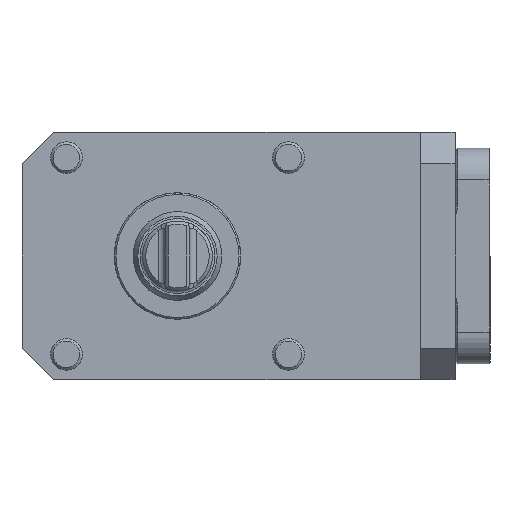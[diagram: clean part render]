
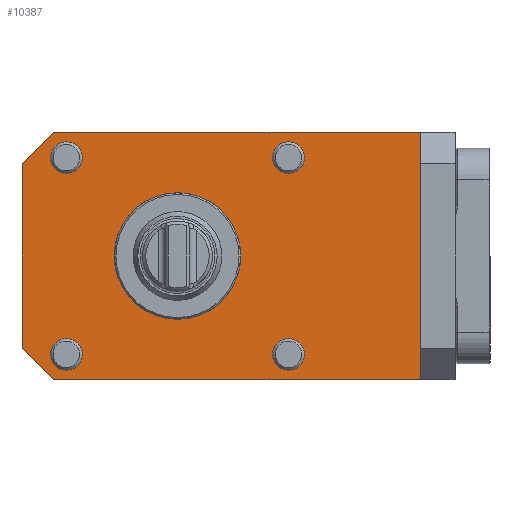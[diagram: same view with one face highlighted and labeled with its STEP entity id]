
A CAD part, front view. The second image highlights one B-rep face of the part: STEP entity #10387.
In plain terms, the highlighted planar face has unit normal (0, -1, 0).
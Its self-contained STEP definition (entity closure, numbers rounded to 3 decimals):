
#7 = DIRECTION ( 'NONE',  ( 0., -1., 0. ) ) ;
#121 = DIRECTION ( 'NONE',  ( 0., 0., 1. ) ) ;
#269 = ORIENTED_EDGE ( 'NONE', *, *, #3393, .T. ) ;
#522 = EDGE_CURVE ( 'NONE', #16336, #16336, #11357, .T. ) ;
#1085 = EDGE_CURVE ( 'NONE', #21744, #21744, #3293, .T. ) ;
#1316 = ORIENTED_EDGE ( 'NONE', *, *, #21816, .F. ) ;
#1362 = DIRECTION ( 'NONE',  ( 0.707, 0., -0.707 ) ) ;
#1412 = CARTESIAN_POINT ( 'NONE',  ( -35., 32., -26. ) ) ;
#1430 = EDGE_LOOP ( 'NONE', ( #2611 ) ) ;
#1464 = CARTESIAN_POINT ( 'NONE',  ( -49., 32., 29. ) ) ;
#2135 = ORIENTED_EDGE ( 'NONE', *, *, #14686, .T. ) ;
#2214 = LINE ( 'NONE', #14107, #21450 ) ;
#2442 = FACE_BOUND ( 'NONE', #9764, .T. ) ;
#2611 = ORIENTED_EDGE ( 'NONE', *, *, #10950, .F. ) ;
#3130 = DIRECTION ( 'NONE',  ( -0.707, 0., -0.707 ) ) ;
#3293 = CIRCLE ( 'NONE', #19246, 5. ) ;
#3303 = DIRECTION ( 'NONE',  ( 0., 1., 0. ) ) ;
#3393 = EDGE_CURVE ( 'NONE', #13652, #13652, #7251, .T. ) ;
#3600 = ORIENTED_EDGE ( 'NONE', *, *, #16335, .T. ) ;
#4092 = CARTESIAN_POINT ( 'NONE',  ( 76.5, 32., 39. ) ) ;
#4494 = EDGE_CURVE ( 'NONE', #18548, #23000, #2214, .T. ) ;
#4613 = VERTEX_POINT ( 'NONE', #11679 ) ;
#5289 = VERTEX_POINT ( 'NONE', #15732 ) ;
#5699 = LINE ( 'NONE', #14394, #7511 ) ;
#6091 = FACE_OUTER_BOUND ( 'NONE', #22890, .T. ) ;
#6351 = CARTESIAN_POINT ( 'NONE',  ( -35., 32., 36. ) ) ;
#6390 = CARTESIAN_POINT ( 'NONE',  ( 0., 32., -39. ) ) ;
#6641 = LINE ( 'NONE', #18959, #18914 ) ;
#6734 = CARTESIAN_POINT ( 'NONE',  ( -39., 32., 39. ) ) ;
#7161 = DIRECTION ( 'NONE',  ( 0., 0., -1. ) ) ;
#7251 = CIRCLE ( 'NONE', #17263, 5. ) ;
#7467 = EDGE_LOOP ( 'NONE', ( #269 ) ) ;
#7475 = ORIENTED_EDGE ( 'NONE', *, *, #15639, .F. ) ;
#7511 = VECTOR ( 'NONE', #12639, 1000. ) ;
#7735 = AXIS2_PLACEMENT_3D ( 'NONE', #15985, #7, #7161 ) ;
#7805 = DIRECTION ( 'NONE',  ( 0., 0., 1. ) ) ;
#7863 = VERTEX_POINT ( 'NONE', #15386 ) ;
#7953 = VECTOR ( 'NONE', #23065, 1000. ) ;
#8672 = AXIS2_PLACEMENT_3D ( 'NONE', #21288, #19391, #8784 ) ;
#8784 = DIRECTION ( 'NONE',  ( 0., 0., -1. ) ) ;
#9523 = PLANE ( 'NONE',  #17012 ) ;
#9636 = VECTOR ( 'NONE', #3130, 1000. ) ;
#9753 = EDGE_LOOP ( 'NONE', ( #10969 ) ) ;
#9764 = EDGE_LOOP ( 'NONE', ( #22664 ) ) ;
#10387 = ADVANCED_FACE ( 'Defeature completata1_293', ( #6091, #14880, #11287, #20024, #22022, #2442 ), #9523, .F. ) ;
#10950 = EDGE_CURVE ( 'NONE', #4613, #4613, #18485, .T. ) ;
#10969 = ORIENTED_EDGE ( 'NONE', *, *, #1085, .T. ) ;
#11155 = CARTESIAN_POINT ( 'NONE',  ( 0., 32., 39. ) ) ;
#11175 = VERTEX_POINT ( 'NONE', #4092 ) ;
#11287 = FACE_BOUND ( 'NONE', #7467, .T. ) ;
#11357 = CIRCLE ( 'NONE', #14353, 5. ) ;
#11389 = EDGE_CURVE ( 'NONE', #18974, #7863, #15197, .T. ) ;
#11679 = CARTESIAN_POINT ( 'NONE',  ( 0., 32., -19.75 ) ) ;
#11871 = VECTOR ( 'NONE', #13467, 1000. ) ;
#12639 = DIRECTION ( 'NONE',  ( 0., 0., -1. ) ) ;
#13163 = DIRECTION ( 'NONE',  ( 0., 1., 0. ) ) ;
#13467 = DIRECTION ( 'NONE',  ( -1., 0., 0. ) ) ;
#13632 = EDGE_CURVE ( 'NONE', #5289, #5289, #20233, .T. ) ;
#13652 = VERTEX_POINT ( 'NONE', #6351 ) ;
#13949 = DIRECTION ( 'NONE',  ( 0., 0., -1. ) ) ;
#13996 = CARTESIAN_POINT ( 'NONE',  ( -35., 32., -31. ) ) ;
#14107 = CARTESIAN_POINT ( 'NONE',  ( -49., 32., 0. ) ) ;
#14353 = AXIS2_PLACEMENT_3D ( 'NONE', #19082, #17219, #13949 ) ;
#14394 = CARTESIAN_POINT ( 'NONE',  ( 76.5, 32., 0. ) ) ;
#14427 = LINE ( 'NONE', #11155, #7953 ) ;
#14588 = CARTESIAN_POINT ( 'NONE',  ( 35., 32., -36. ) ) ;
#14686 = EDGE_CURVE ( 'NONE', #18548, #7863, #6641, .T. ) ;
#14880 = FACE_BOUND ( 'NONE', #1430, .T. ) ;
#15197 = LINE ( 'NONE', #6390, #11871 ) ;
#15386 = CARTESIAN_POINT ( 'NONE',  ( -39., 32., -39. ) ) ;
#15639 = EDGE_CURVE ( 'NONE', #18314, #11175, #14427, .T. ) ;
#15732 = CARTESIAN_POINT ( 'NONE',  ( 35., 32., 26. ) ) ;
#15985 = CARTESIAN_POINT ( 'NONE',  ( 0., 32., 0. ) ) ;
#16065 = EDGE_LOOP ( 'NONE', ( #21475 ) ) ;
#16335 = EDGE_CURVE ( 'NONE', #18314, #23000, #21184, .T. ) ;
#16336 = VERTEX_POINT ( 'NONE', #14588 ) ;
#16640 = CARTESIAN_POINT ( 'NONE',  ( 0., 32., 0. ) ) ;
#17012 = AXIS2_PLACEMENT_3D ( 'NONE', #16640, #13163, #7805 ) ;
#17219 = DIRECTION ( 'NONE',  ( 0., 1., 0. ) ) ;
#17263 = AXIS2_PLACEMENT_3D ( 'NONE', #21481, #19939, #121 ) ;
#17268 = ORIENTED_EDGE ( 'NONE', *, *, #4494, .F. ) ;
#17473 = DIRECTION ( 'NONE',  ( 0., 0., 1. ) ) ;
#18136 = ORIENTED_EDGE ( 'NONE', *, *, #11389, .F. ) ;
#18314 = VERTEX_POINT ( 'NONE', #6734 ) ;
#18485 = CIRCLE ( 'NONE', #7735, 19.75 ) ;
#18548 = VERTEX_POINT ( 'NONE', #21252 ) ;
#18914 = VECTOR ( 'NONE', #1362, 1000. ) ;
#18959 = CARTESIAN_POINT ( 'NONE',  ( -39., 32., -39. ) ) ;
#18974 = VERTEX_POINT ( 'NONE', #20389 ) ;
#19082 = CARTESIAN_POINT ( 'NONE',  ( 35., 32., -31. ) ) ;
#19246 = AXIS2_PLACEMENT_3D ( 'NONE', #13996, #3303, #17473 ) ;
#19350 = CARTESIAN_POINT ( 'NONE',  ( -49., 32., 29. ) ) ;
#19391 = DIRECTION ( 'NONE',  ( 0., 1., 0. ) ) ;
#19471 = DIRECTION ( 'NONE',  ( 0., 0., 1. ) ) ;
#19939 = DIRECTION ( 'NONE',  ( 0., 1., 0. ) ) ;
#20024 = FACE_BOUND ( 'NONE', #9753, .T. ) ;
#20233 = CIRCLE ( 'NONE', #8672, 5. ) ;
#20389 = CARTESIAN_POINT ( 'NONE',  ( 76.5, 32., -39. ) ) ;
#21184 = LINE ( 'NONE', #1464, #9636 ) ;
#21252 = CARTESIAN_POINT ( 'NONE',  ( -49., 32., -29. ) ) ;
#21288 = CARTESIAN_POINT ( 'NONE',  ( 35., 32., 31. ) ) ;
#21450 = VECTOR ( 'NONE', #19471, 1000. ) ;
#21475 = ORIENTED_EDGE ( 'NONE', *, *, #13632, .T. ) ;
#21481 = CARTESIAN_POINT ( 'NONE',  ( -35., 32., 31. ) ) ;
#21744 = VERTEX_POINT ( 'NONE', #1412 ) ;
#21816 = EDGE_CURVE ( 'NONE', #11175, #18974, #5699, .T. ) ;
#22022 = FACE_BOUND ( 'NONE', #16065, .T. ) ;
#22664 = ORIENTED_EDGE ( 'NONE', *, *, #522, .T. ) ;
#22890 = EDGE_LOOP ( 'NONE', ( #3600, #17268, #2135, #18136, #1316, #7475 ) ) ;
#23000 = VERTEX_POINT ( 'NONE', #19350 ) ;
#23065 = DIRECTION ( 'NONE',  ( 1., 0., 0. ) ) ;
